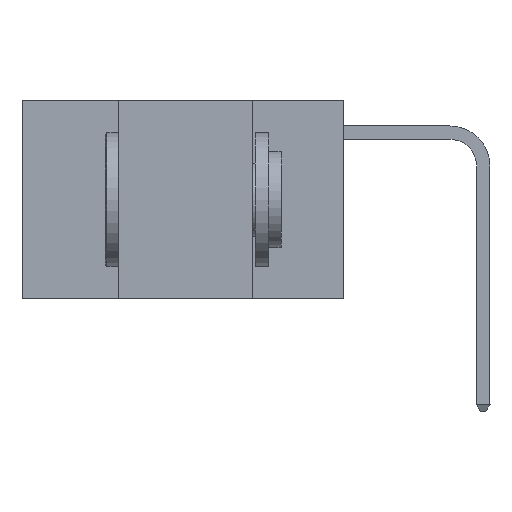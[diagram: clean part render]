
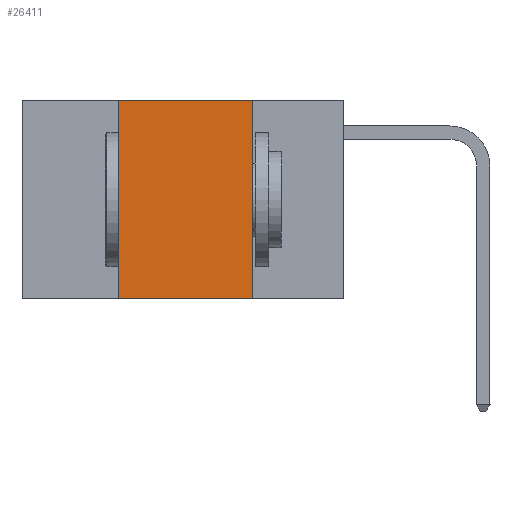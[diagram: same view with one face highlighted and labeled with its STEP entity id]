
A CAD part, left-side view. The second image highlights one B-rep face of the part: STEP entity #26411.
In plain terms, the highlighted planar face has unit normal (-1, 0, 0).
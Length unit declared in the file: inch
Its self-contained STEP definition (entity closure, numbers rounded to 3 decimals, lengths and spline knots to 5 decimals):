
#453 = VERTEX_POINT ( 'NONE', #9814 ) ;
#1031 = LINE ( 'NONE', #15371, #5608 ) ;
#1323 = DIRECTION ( 'NONE',  ( 0., 0., -1. ) ) ;
#1692 = CARTESIAN_POINT ( 'NONE',  ( 0., 0.42, 0. ) ) ;
#1917 = AXIS2_PLACEMENT_3D ( 'NONE', #20170, #4611, #20268 ) ;
#3296 = ORIENTED_EDGE ( 'NONE', *, *, #14023, .F. ) ;
#3354 = VECTOR ( 'NONE', #1323, 39.37008 ) ;
#3436 = VERTEX_POINT ( 'NONE', #1692 ) ;
#3482 = EDGE_CURVE ( 'NONE', #23744, #3436, #5909, .T. ) ;
#4136 = DIRECTION ( 'NONE',  ( 0., 0., 1. ) ) ;
#4611 = DIRECTION ( 'NONE',  ( 1., 0., 0. ) ) ;
#5608 = VECTOR ( 'NONE', #17628, 39.37008 ) ;
#5909 = LINE ( 'NONE', #15324, #28862 ) ;
#6385 = CARTESIAN_POINT ( 'NONE',  ( 0., 0.42, -0.37 ) ) ;
#9000 = FACE_OUTER_BOUND ( 'NONE', #12301, .T. ) ;
#9618 = VERTEX_POINT ( 'NONE', #20523 ) ;
#9814 = CARTESIAN_POINT ( 'NONE',  ( 0., 0.17, -0.37 ) ) ;
#10731 = ORIENTED_EDGE ( 'NONE', *, *, #3482, .F. ) ;
#11784 = CARTESIAN_POINT ( 'NONE',  ( 0., 0.6, 0. ) ) ;
#12301 = EDGE_LOOP ( 'NONE', ( #3296, #27713, #10731, #17369 ) ) ;
#14023 = EDGE_CURVE ( 'NONE', #9618, #453, #27076, .T. ) ;
#15324 = CARTESIAN_POINT ( 'NONE',  ( 0., 0.42, 0. ) ) ;
#15371 = CARTESIAN_POINT ( 'NONE',  ( 0., 0.6, -0.37 ) ) ;
#17369 = ORIENTED_EDGE ( 'NONE', *, *, #22028, .T. ) ;
#17628 = DIRECTION ( 'NONE',  ( 0., -1., 0. ) ) ;
#18052 = PLANE ( 'NONE',  #1917 ) ;
#18056 = EDGE_CURVE ( 'NONE', #3436, #9618, #26388, .T. ) ;
#19289 = CARTESIAN_POINT ( 'NONE',  ( 0., 0.17, 0. ) ) ;
#20170 = CARTESIAN_POINT ( 'NONE',  ( 0., 0.6, 0. ) ) ;
#20268 = DIRECTION ( 'NONE',  ( 0., 0., -1. ) ) ;
#20523 = CARTESIAN_POINT ( 'NONE',  ( 0., 0.17, 0. ) ) ;
#20531 = VECTOR ( 'NONE', #27278, 39.37008 ) ;
#22028 = EDGE_CURVE ( 'NONE', #23744, #453, #1031, .T. ) ;
#23744 = VERTEX_POINT ( 'NONE', #6385 ) ;
#26388 = LINE ( 'NONE', #11784, #20531 ) ;
#26411 = ADVANCED_FACE ( 'NONE', ( #9000 ), #18052, .F. ) ;
#27076 = LINE ( 'NONE', #19289, #3354 ) ;
#27278 = DIRECTION ( 'NONE',  ( 0., -1., 0. ) ) ;
#27713 = ORIENTED_EDGE ( 'NONE', *, *, #18056, .F. ) ;
#28862 = VECTOR ( 'NONE', #4136, 39.37008 ) ;
